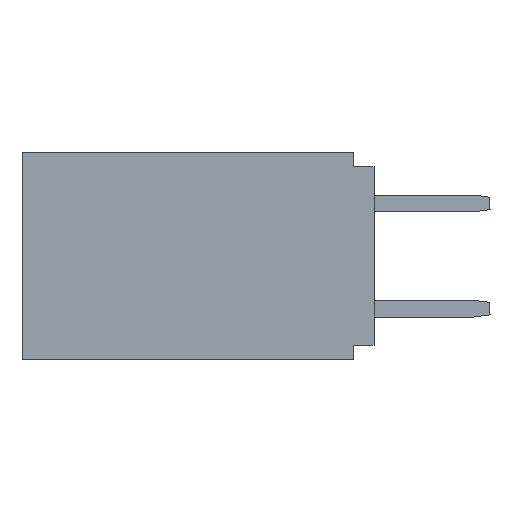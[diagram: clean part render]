
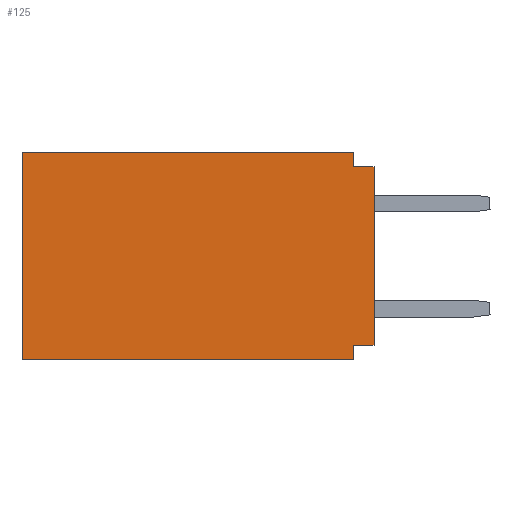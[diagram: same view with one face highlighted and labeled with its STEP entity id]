
A CAD part, left-side view. The second image highlights one B-rep face of the part: STEP entity #125.
In plain terms, the highlighted planar face has unit normal (-1, 0, 0).
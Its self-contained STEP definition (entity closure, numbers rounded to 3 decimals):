
#30=CARTESIAN_POINT('',(0.,4.25,-2.5));
#31=DIRECTION('',(0.,0.,1.));
#32=DIRECTION('',(-1.,0.,0.));
#33=AXIS2_PLACEMENT_3D('',#30,#32,#31);
#34=PLANE('',#33);
#35=CARTESIAN_POINT('',(0.,0.5,-0.35));
#36=VERTEX_POINT('',#35);
#37=CARTESIAN_POINT('',(0.,0.5,0.));
#38=VERTEX_POINT('',#37);
#39=CARTESIAN_POINT('',(0.,0.5,-0.35));
#40=CARTESIAN_POINT('',(0.,0.5,-0.28));
#41=CARTESIAN_POINT('',(0.,0.5,-0.21));
#42=CARTESIAN_POINT('',(0.,0.5,-0.14));
#43=CARTESIAN_POINT('',(0.,0.5,-0.07));
#44=CARTESIAN_POINT('',(0.,0.5,0.));
#45=B_SPLINE_CURVE_WITH_KNOTS('',5,(#39,#40,#41,#42,#43,#44),.UNSPECIFIED.,.F.,.U.,(6,6),(0.,0.35),.UNSPECIFIED.);
#46=EDGE_CURVE('',#36,#38,#45,.T.);
#47=ORIENTED_EDGE('',*,*,#46,.T.);
#48=CARTESIAN_POINT('',(0.,8.5,0.));
#49=VERTEX_POINT('',#48);
#50=CARTESIAN_POINT('',(0.,0.5,0.));
#51=CARTESIAN_POINT('',(0.,2.1,0.));
#52=CARTESIAN_POINT('',(0.,3.7,0.));
#53=CARTESIAN_POINT('',(0.,5.3,0.));
#54=CARTESIAN_POINT('',(0.,6.9,0.));
#55=CARTESIAN_POINT('',(0.,8.5,0.));
#56=B_SPLINE_CURVE_WITH_KNOTS('',5,(#50,#51,#52,#53,#54,#55),.UNSPECIFIED.,.F.,.U.,(6,6),(0.,8.),.UNSPECIFIED.);
#57=EDGE_CURVE('',#38,#49,#56,.T.);
#58=ORIENTED_EDGE('',*,*,#57,.T.);
#59=CARTESIAN_POINT('',(0.,8.5,-5.));
#60=VERTEX_POINT('',#59);
#61=CARTESIAN_POINT('',(0.,8.5,0.));
#62=CARTESIAN_POINT('',(0.,8.5,-1.));
#63=CARTESIAN_POINT('',(0.,8.5,-2.));
#64=CARTESIAN_POINT('',(0.,8.5,-3.));
#65=CARTESIAN_POINT('',(0.,8.5,-4.));
#66=CARTESIAN_POINT('',(0.,8.5,-5.));
#67=B_SPLINE_CURVE_WITH_KNOTS('',5,(#61,#62,#63,#64,#65,#66),.UNSPECIFIED.,.F.,.U.,(6,6),(0.,5.),.UNSPECIFIED.);
#68=EDGE_CURVE('',#49,#60,#67,.T.);
#69=ORIENTED_EDGE('',*,*,#68,.T.);
#70=CARTESIAN_POINT('',(0.,0.5,-5.));
#71=VERTEX_POINT('',#70);
#72=CARTESIAN_POINT('',(0.,8.5,-5.));
#73=CARTESIAN_POINT('',(0.,6.9,-5.));
#74=CARTESIAN_POINT('',(0.,5.3,-5.));
#75=CARTESIAN_POINT('',(0.,3.7,-5.));
#76=CARTESIAN_POINT('',(0.,2.1,-5.));
#77=CARTESIAN_POINT('',(0.,0.5,-5.));
#78=B_SPLINE_CURVE_WITH_KNOTS('',5,(#72,#73,#74,#75,#76,#77),.UNSPECIFIED.,.F.,.U.,(6,6),(0.,8.),.UNSPECIFIED.);
#79=EDGE_CURVE('',#60,#71,#78,.T.);
#80=ORIENTED_EDGE('',*,*,#79,.T.);
#81=CARTESIAN_POINT('',(0.,0.5,-4.65));
#82=VERTEX_POINT('',#81);
#83=CARTESIAN_POINT('',(0.,0.5,-5.));
#84=CARTESIAN_POINT('',(0.,0.5,-4.93));
#85=CARTESIAN_POINT('',(0.,0.5,-4.86));
#86=CARTESIAN_POINT('',(0.,0.5,-4.79));
#87=CARTESIAN_POINT('',(0.,0.5,-4.72));
#88=CARTESIAN_POINT('',(0.,0.5,-4.65));
#89=B_SPLINE_CURVE_WITH_KNOTS('',5,(#83,#84,#85,#86,#87,#88),.UNSPECIFIED.,.F.,.U.,(6,6),(0.,0.35),.UNSPECIFIED.);
#90=EDGE_CURVE('',#71,#82,#89,.T.);
#91=ORIENTED_EDGE('',*,*,#90,.T.);
#92=CARTESIAN_POINT('',(0.,0.,-4.65));
#93=VERTEX_POINT('',#92);
#94=CARTESIAN_POINT('',(0.,0.5,-4.65));
#95=CARTESIAN_POINT('',(0.,0.4,-4.65));
#96=CARTESIAN_POINT('',(0.,0.3,-4.65));
#97=CARTESIAN_POINT('',(0.,0.2,-4.65));
#98=CARTESIAN_POINT('',(0.,0.1,-4.65));
#99=CARTESIAN_POINT('',(0.,0.,-4.65));
#100=B_SPLINE_CURVE_WITH_KNOTS('',5,(#94,#95,#96,#97,#98,#99),.UNSPECIFIED.,.F.,.U.,(6,6),(0.,0.5),.UNSPECIFIED.);
#101=EDGE_CURVE('',#82,#93,#100,.T.);
#102=ORIENTED_EDGE('',*,*,#101,.T.);
#103=CARTESIAN_POINT('',(0.,0.,-0.35));
#104=VERTEX_POINT('',#103);
#105=CARTESIAN_POINT('',(0.,0.,-0.35));
#106=CARTESIAN_POINT('',(0.,0.,-1.21));
#107=CARTESIAN_POINT('',(0.,0.,-2.07));
#108=CARTESIAN_POINT('',(0.,0.,-2.93));
#109=CARTESIAN_POINT('',(0.,0.,-3.79));
#110=CARTESIAN_POINT('',(0.,0.,-4.65));
#111=B_SPLINE_CURVE_WITH_KNOTS('',5,(#105,#106,#107,#108,#109,#110),.UNSPECIFIED.,.F.,.U.,(6,6),(0.,4.3),.UNSPECIFIED.);
#112=EDGE_CURVE('',#104,#93,#111,.T.);
#113=ORIENTED_EDGE('',*,*,#112,.F.);
#114=CARTESIAN_POINT('',(0.,0.,-0.35));
#115=CARTESIAN_POINT('',(0.,0.1,-0.35));
#116=CARTESIAN_POINT('',(0.,0.2,-0.35));
#117=CARTESIAN_POINT('',(0.,0.3,-0.35));
#118=CARTESIAN_POINT('',(0.,0.4,-0.35));
#119=CARTESIAN_POINT('',(0.,0.5,-0.35));
#120=B_SPLINE_CURVE_WITH_KNOTS('',5,(#114,#115,#116,#117,#118,#119),.UNSPECIFIED.,.F.,.U.,(6,6),(0.,0.5),.UNSPECIFIED.);
#121=EDGE_CURVE('',#104,#36,#120,.T.);
#122=ORIENTED_EDGE('',*,*,#121,.T.);
#123=EDGE_LOOP('',(#47,#58,#69,#80,#91,#102,#113,#122));
#124=FACE_OUTER_BOUND('',#123,.T.);
#125=ADVANCED_FACE('',(#124),#34,.T.);
